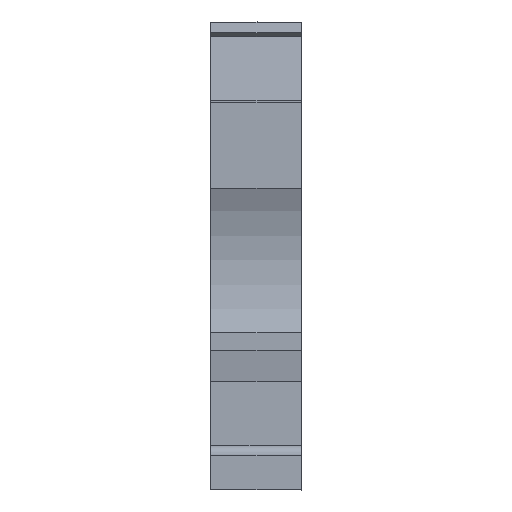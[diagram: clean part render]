
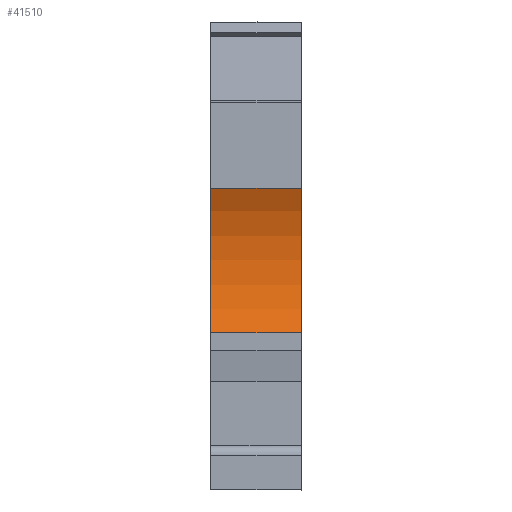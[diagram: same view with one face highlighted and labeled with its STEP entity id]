
A CAD part, front view. The second image highlights one B-rep face of the part: STEP entity #41510.
In plain terms, the highlighted cylindrical face has radius 15 mm (diameter 30 mm), a partial arc.
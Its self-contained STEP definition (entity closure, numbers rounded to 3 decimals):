
#1240=CARTESIAN_POINT('',(-28.218,-17.2,
45.52));
#1250=VERTEX_POINT('',#1240);
#1280=CARTESIAN_POINT('',(-41.736,-23.7,
45.52));
#1290=DIRECTION('',(0.,0.,-1.));
#1300=DIRECTION('',(-1.,0.,0.));
#1310=AXIS2_PLACEMENT_3D('',#1280,#1290,#1300);
#1320=CIRCLE('',#1310,15.);
#1330=CARTESIAN_POINT('',(-28.218,-30.2,
45.52));
#1340=VERTEX_POINT('',#1330);
#1350=EDGE_CURVE('',#1250,#1340,#1320,.T.);
#41000=CARTESIAN_POINT('',(-28.218,-30.2,
53.67));
#41010=VERTEX_POINT('',#41000);
#41110=CARTESIAN_POINT('',(-28.218,-30.2,
53.67));
#41120=DIRECTION('',(0.,0.,-1.));
#41130=VECTOR('',#41120,1.);
#41140=LINE('',#41110,#41130);
#41150=EDGE_CURVE('',#41010,#1340,#41140,.T.);
#41270=CARTESIAN_POINT('',(-41.736,-23.7,
53.67));
#41280=DIRECTION('',(0.,0.,-1.));
#41290=DIRECTION('',(-1.,0.,0.));
#41300=AXIS2_PLACEMENT_3D('',#41270,#41280,#41290);
#41310=CYLINDRICAL_SURFACE('',#41300,15.);
#41320=CARTESIAN_POINT('',(-41.736,-23.7,
53.67));
#41330=DIRECTION('',(0.,0.,-1.));
#41340=DIRECTION('',(-1.,0.,0.));
#41350=AXIS2_PLACEMENT_3D('',#41320,#41330,#41340);
#41360=CIRCLE('',#41350,15.);
#41370=CARTESIAN_POINT('',(-28.218,-17.2,
53.67));
#41380=VERTEX_POINT('',#41370);
#41390=EDGE_CURVE('',#41380,#41010,#41360,.T.);
#41400=ORIENTED_EDGE('',*,*,#41390,.F.);
#41410=ORIENTED_EDGE('',*,*,#41150,.F.);
#41420=ORIENTED_EDGE('',*,*,#1350,.T.);
#41430=CARTESIAN_POINT('',(-28.218,-17.2,
53.67));
#41440=DIRECTION('',(0.,0.,-1.));
#41450=VECTOR('',#41440,1.);
#41460=LINE('',#41430,#41450);
#41470=EDGE_CURVE('',#41380,#1250,#41460,.T.);
#41480=ORIENTED_EDGE('',*,*,#41470,.T.);
#41490=EDGE_LOOP('',(#41480,#41420,#41410,#41400));
#41500=FACE_OUTER_BOUND('',#41490,.T.);
#41510=ADVANCED_FACE('',(#41500),#41310,.F.);
